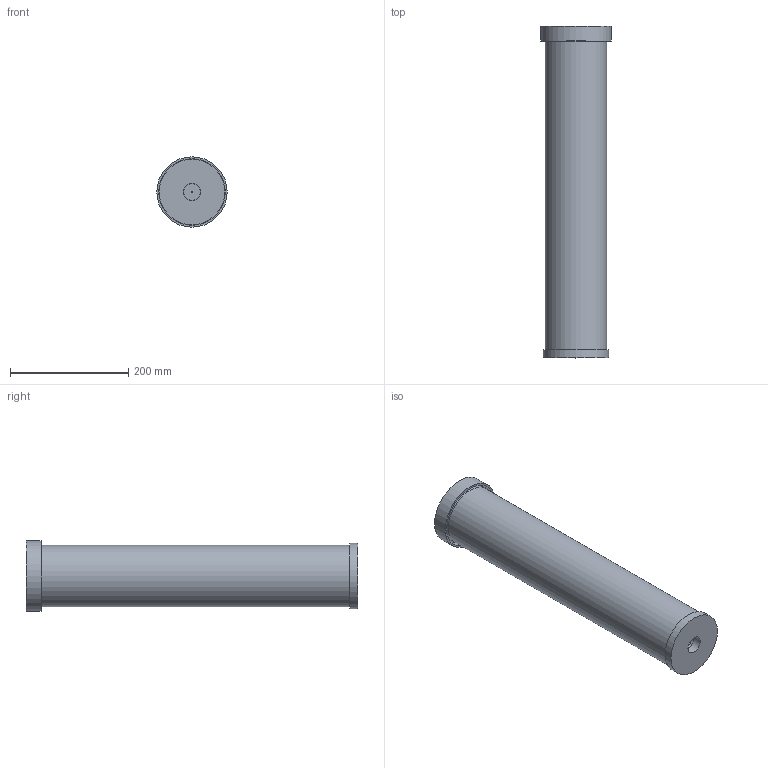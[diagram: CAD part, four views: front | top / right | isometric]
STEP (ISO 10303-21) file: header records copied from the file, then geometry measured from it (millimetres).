
FILE_DESCRIPTION((''),'2;1');
FILE_NAME('AC#3-4000_R0.iam.stp','2016-10-13T14:12:37',(''),(''),'Autodesk Inventor 2009','Autodesk Inventor 2009','');
FILE_SCHEMA(('AUTOMOTIVE_DESIGN { 1 0 10303 214 1 1 1 1 }'));
Length unit declared in the file: inch
Products named in the file (4): AC#3-4000_R0; AC-2B-4000; AC-4000-TUBE; AC-DC-4000_R1
Assembly tree (3 placements, depth 2):
  AC#3-4000_R0
    AC-2B-4000
    AC-4000-TUBE
    AC-DC-4000_R1
Bounding box: 119.13 x 562.1 x 119.13 mm (x, y, z)
Volume: 692739.6 mm3; surface area: 414880.4 mm2
Topology: 3 solids, 3 shells, 20 faces, 31 edges, 21 vertices
Faces by surface type: plane 9, cylinder 8, bspline 3
Full cylindrical faces by diameter (mm): 3.175 x1, 100.33 x1, 101.727 x1, 104.521 x1, 104.775 x1, 111.252 x1, 112.522 x1, 119.126 x1
Entity records: 562 total; most frequent: CARTESIAN_POINT 104, DIRECTION 88, AXIS2_PLACEMENT_3D 44, ORIENTED_EDGE 40, EDGE_LOOP 40, VERTEX_POINT 20, CIRCLE 20, EDGE_CURVE 20
